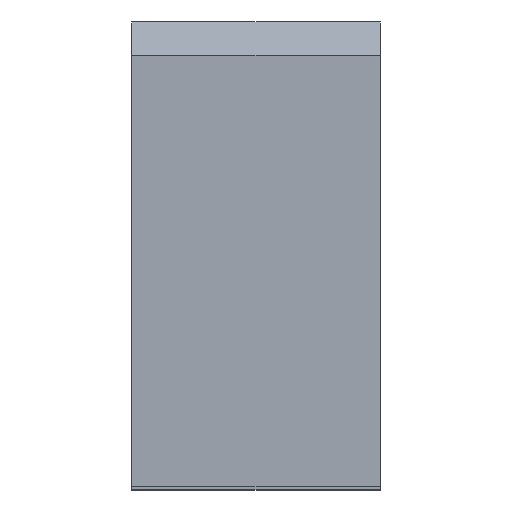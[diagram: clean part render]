
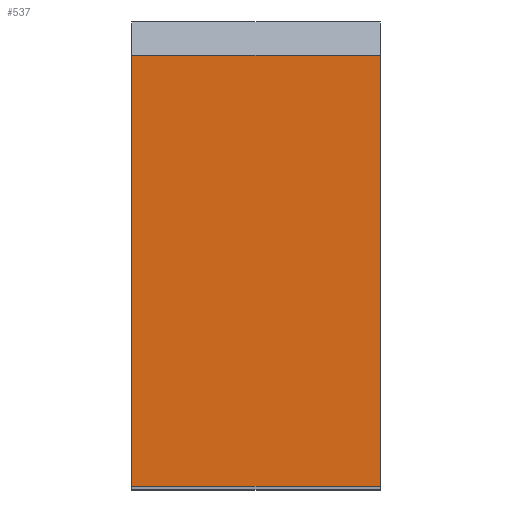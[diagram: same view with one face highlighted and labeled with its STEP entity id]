
A CAD part, top view. The second image highlights one B-rep face of the part: STEP entity #537.
In plain terms, the highlighted planar face has unit normal (0, 0, 1).
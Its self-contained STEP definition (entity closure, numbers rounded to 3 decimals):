
#10 = EDGE_LOOP ( 'NONE', ( #96, #1088, #187, #758 ) ) ;
#41 = LINE ( 'NONE', #1138, #1013 ) ;
#84 = PLANE ( 'NONE',  #955 ) ;
#86 = CARTESIAN_POINT ( 'NONE',  ( -7.5, -2., 64. ) ) ;
#96 = ORIENTED_EDGE ( 'NONE', *, *, #948, .T. ) ;
#143 = VECTOR ( 'NONE', #621, 1000. ) ;
#150 = CARTESIAN_POINT ( 'NONE',  ( -7.5, -28., 64. ) ) ;
#165 = DIRECTION ( 'NONE',  ( 0., 0., -1. ) ) ;
#187 = ORIENTED_EDGE ( 'NONE', *, *, #653, .F. ) ;
#236 = EDGE_CURVE ( 'NONE', #885, #668, #704, .T. ) ;
#340 = VECTOR ( 'NONE', #1062, 1000. ) ;
#458 = VECTOR ( 'NONE', #1067, 1000. ) ;
#497 = EDGE_CURVE ( 'NONE', #767, #760, #1070, .T. ) ;
#523 = CARTESIAN_POINT ( 'NONE',  ( 7.5, -2., 64. ) ) ;
#535 = CARTESIAN_POINT ( 'NONE',  ( 7.5, -28., 64. ) ) ;
#537 = ADVANCED_FACE ( 'NONE', ( #808 ), #84, .F. ) ;
#615 = DIRECTION ( 'NONE',  ( -1., 0., 0. ) ) ;
#621 = DIRECTION ( 'NONE',  ( -1., 0., 0. ) ) ;
#628 = CARTESIAN_POINT ( 'NONE',  ( 7.5, -2., 64. ) ) ;
#653 = EDGE_CURVE ( 'NONE', #767, #885, #41, .T. ) ;
#668 = VERTEX_POINT ( 'NONE', #150 ) ;
#693 = DIRECTION ( 'NONE',  ( 0., -1., 0. ) ) ;
#704 = LINE ( 'NONE', #535, #340 ) ;
#712 = LINE ( 'NONE', #86, #458 ) ;
#758 = ORIENTED_EDGE ( 'NONE', *, *, #497, .T. ) ;
#760 = VERTEX_POINT ( 'NONE', #858 ) ;
#767 = VERTEX_POINT ( 'NONE', #1136 ) ;
#772 = CARTESIAN_POINT ( 'NONE',  ( 7.5, -28., 64. ) ) ;
#808 = FACE_OUTER_BOUND ( 'NONE', #10, .T. ) ;
#858 = CARTESIAN_POINT ( 'NONE',  ( -7.5, -2., 64. ) ) ;
#885 = VERTEX_POINT ( 'NONE', #772 ) ;
#948 = EDGE_CURVE ( 'NONE', #760, #668, #712, .T. ) ;
#955 = AXIS2_PLACEMENT_3D ( 'NONE', #523, #165, #615 ) ;
#1013 = VECTOR ( 'NONE', #693, 1000. ) ;
#1062 = DIRECTION ( 'NONE',  ( -1., 0., 0. ) ) ;
#1067 = DIRECTION ( 'NONE',  ( 0., -1., 0. ) ) ;
#1070 = LINE ( 'NONE', #628, #143 ) ;
#1088 = ORIENTED_EDGE ( 'NONE', *, *, #236, .F. ) ;
#1136 = CARTESIAN_POINT ( 'NONE',  ( 7.5, -2., 64. ) ) ;
#1138 = CARTESIAN_POINT ( 'NONE',  ( 7.5, -2., 64. ) ) ;
